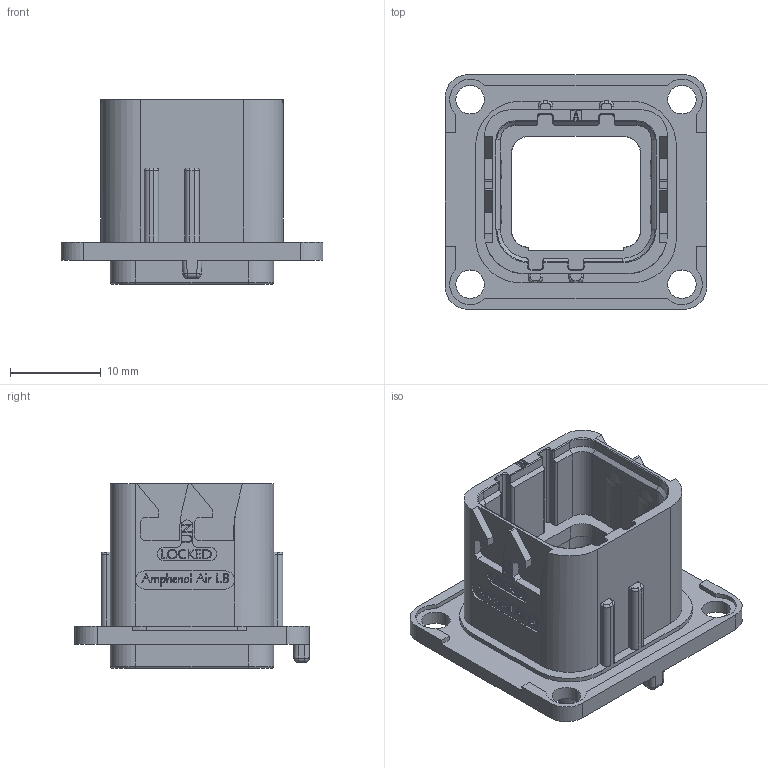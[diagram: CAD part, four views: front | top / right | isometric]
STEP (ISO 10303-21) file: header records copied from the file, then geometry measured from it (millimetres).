
FILE_DESCRIPTION((''),'2;1');
FILE_NAME('SIM2B25A000','2019-09-18T',('presta_be4'),(''),'PRO/ENGINEER BY PARAMETRIC TECHNOLOGY CORPORATION, 2014310','PRO/ENGINEER BY PARAMETRIC TECHNOLOGY CORPORATION, 2014310','');
FILE_SCHEMA(('CONFIG_CONTROL_DESIGN'));
Length unit declared in the file: millimetre
Products named in the file (1): SIM2B25A000
Bounding box: 28.8 x 25.8 x 20.33 mm (x, y, z)
Volume: 3154 mm3; surface area: 4004.9 mm2
Topology: 1 solids, 1 shells, 1227 faces, 3347 edges, 2185 vertices
Faces by surface type: extrusion 514, plane 508, cylinder 145, torus 28, sphere 20, cone 8, bspline 4
Entity records: 40437 total; most frequent: CARTESIAN_POINT 11264, ORIENTED_EDGE 6678, DIRECTION 4513, EDGE_CURVE 3339, VECTOR 2465, VERTEX_POINT 2185, LINE 1951, B_SPLINE_CURVE_WITH_KNOTS 1587
